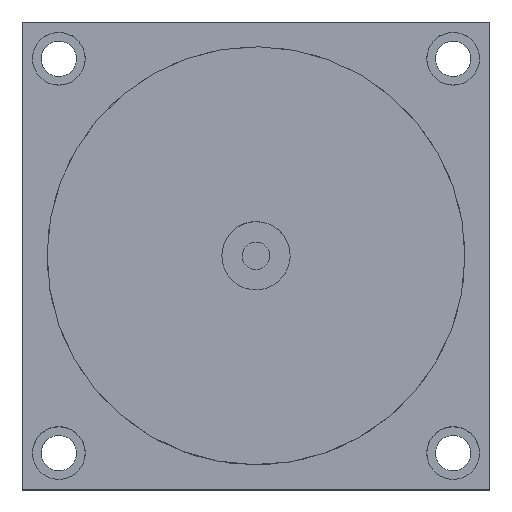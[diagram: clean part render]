
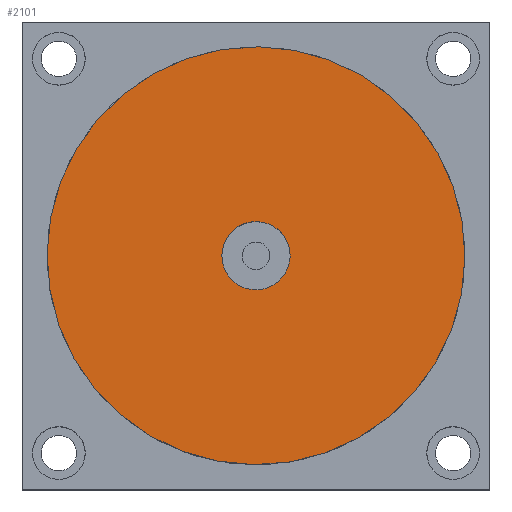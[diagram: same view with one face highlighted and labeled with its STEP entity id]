
A CAD part, top view. The second image highlights one B-rep face of the part: STEP entity #2101.
In plain terms, the highlighted face is planar.
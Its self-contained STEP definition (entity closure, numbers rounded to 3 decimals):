
#6 = CARTESIAN_POINT ( 'NONE',  ( -13., 0., 0. ) ) ;
#114 = CARTESIAN_POINT ( 'NONE',  ( -79.5, 0., 0. ) ) ;
#134 = DIRECTION ( 'NONE',  ( 0., 0., -1. ) ) ;
#169 = PLANE ( 'NONE',  #764 ) ;
#183 = VERTEX_POINT ( 'NONE', #1920 ) ;
#321 = DIRECTION ( 'NONE',  ( 0., 0., 1. ) ) ;
#379 = DIRECTION ( 'NONE',  ( 0., 0., -1. ) ) ;
#460 = AXIS2_PLACEMENT_3D ( 'NONE', #2090, #379, #1234 ) ;
#476 = CARTESIAN_POINT ( 'NONE',  ( 0., 0., 0. ) ) ;
#491 = VERTEX_POINT ( 'NONE', #114 ) ;
#502 = DIRECTION ( 'NONE',  ( 0., 0., 1. ) ) ;
#529 = EDGE_CURVE ( 'NONE', #491, #2000, #1271, .T. ) ;
#564 = EDGE_CURVE ( 'NONE', #183, #1346, #2100, .T. ) ;
#584 = EDGE_LOOP ( 'NONE', ( #1861, #1806 ) ) ;
#764 = AXIS2_PLACEMENT_3D ( 'NONE', #1031, #502, #1370 ) ;
#825 = DIRECTION ( 'NONE',  ( 1., 0., 0. ) ) ;
#868 = AXIS2_PLACEMENT_3D ( 'NONE', #476, #1013, #825 ) ;
#904 = AXIS2_PLACEMENT_3D ( 'NONE', #1662, #134, #1690 ) ;
#1013 = DIRECTION ( 'NONE',  ( 0., 0., 1. ) ) ;
#1031 = CARTESIAN_POINT ( 'NONE',  ( 0., 0., 0. ) ) ;
#1056 = DIRECTION ( 'NONE',  ( 1., 0., 0. ) ) ;
#1234 = DIRECTION ( 'NONE',  ( -1., 0., 0. ) ) ;
#1271 = CIRCLE ( 'NONE', #868, 79.5 ) ;
#1346 = VERTEX_POINT ( 'NONE', #6 ) ;
#1350 = EDGE_CURVE ( 'NONE', #2000, #491, #2128, .T. ) ;
#1370 = DIRECTION ( 'NONE',  ( 1., 0., 0. ) ) ;
#1385 = CARTESIAN_POINT ( 'NONE',  ( 0., 0., 0. ) ) ;
#1471 = EDGE_LOOP ( 'NONE', ( #2151, #1970 ) ) ;
#1574 = FACE_OUTER_BOUND ( 'NONE', #584, .T. ) ;
#1611 = AXIS2_PLACEMENT_3D ( 'NONE', #1385, #321, #1056 ) ;
#1651 = CARTESIAN_POINT ( 'NONE',  ( 79.5, 0., 0. ) ) ;
#1662 = CARTESIAN_POINT ( 'NONE',  ( 0., 0., 0. ) ) ;
#1690 = DIRECTION ( 'NONE',  ( -1., 0., 0. ) ) ;
#1806 = ORIENTED_EDGE ( 'NONE', *, *, #1350, .F. ) ;
#1861 = ORIENTED_EDGE ( 'NONE', *, *, #529, .F. ) ;
#1920 = CARTESIAN_POINT ( 'NONE',  ( 13., 0., 0. ) ) ;
#1970 = ORIENTED_EDGE ( 'NONE', *, *, #564, .F. ) ;
#2000 = VERTEX_POINT ( 'NONE', #1651 ) ;
#2016 = FACE_BOUND ( 'NONE', #1471, .T. ) ;
#2049 = CIRCLE ( 'NONE', #460, 13. ) ;
#2090 = CARTESIAN_POINT ( 'NONE',  ( 0., 0., 0. ) ) ;
#2100 = CIRCLE ( 'NONE', #904, 13. ) ;
#2101 = ADVANCED_FACE ( 'NONE', ( #2016, #1574 ), #169, .F. ) ;
#2128 = CIRCLE ( 'NONE', #1611, 79.5 ) ;
#2151 = ORIENTED_EDGE ( 'NONE', *, *, #2156, .F. ) ;
#2156 = EDGE_CURVE ( 'NONE', #1346, #183, #2049, .T. ) ;
